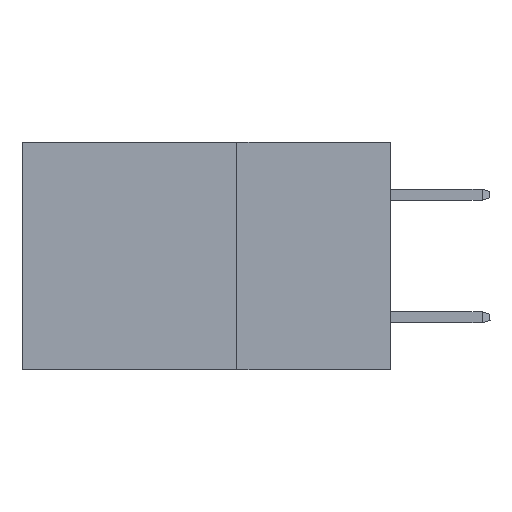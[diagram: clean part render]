
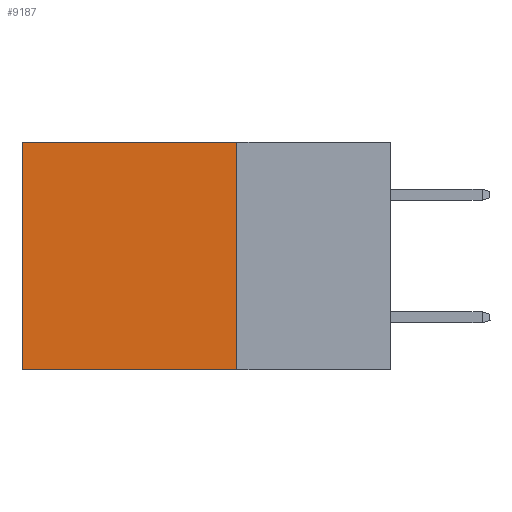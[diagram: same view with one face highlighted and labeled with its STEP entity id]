
A CAD part, left-side view. The second image highlights one B-rep face of the part: STEP entity #9187.
In plain terms, the highlighted planar face has unit normal (-1, 0, 0).
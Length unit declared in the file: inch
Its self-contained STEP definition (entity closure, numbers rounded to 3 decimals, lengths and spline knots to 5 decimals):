
#165 = CARTESIAN_POINT ( 'NONE',  ( 0.2875, 0.25, -0.37 ) ) ;
#1568 = LINE ( 'NONE', #4607, #5006 ) ;
#1599 = CARTESIAN_POINT ( 'NONE',  ( 0.2875, 0.25, 0. ) ) ;
#2786 = CARTESIAN_POINT ( 'NONE',  ( 0.2875, 0.6, 0. ) ) ;
#3924 = EDGE_LOOP ( 'NONE', ( #35634, #24058, #29818, #27755 ) ) ;
#4607 = CARTESIAN_POINT ( 'NONE',  ( 0.2875, 0.25, -0.37 ) ) ;
#5006 = VECTOR ( 'NONE', #19995, 39.37008 ) ;
#5612 = PLANE ( 'NONE',  #30698 ) ;
#6195 = EDGE_CURVE ( 'NONE', #29594, #11158, #22644, .T. ) ;
#8062 = CARTESIAN_POINT ( 'NONE',  ( 0.2875, 0.25, 0. ) ) ;
#8865 = CARTESIAN_POINT ( 'NONE',  ( 0.2875, 0.25, 0. ) ) ;
#9187 = ADVANCED_FACE ( 'NONE', ( #15324 ), #5612, .F. ) ;
#11158 = VERTEX_POINT ( 'NONE', #13375 ) ;
#11229 = VECTOR ( 'NONE', #30357, 39.37008 ) ;
#13375 = CARTESIAN_POINT ( 'NONE',  ( 0.2875, 0.6, 0. ) ) ;
#14753 = LINE ( 'NONE', #8865, #11229 ) ;
#15131 = DIRECTION ( 'NONE',  ( 0., 0., -1. ) ) ;
#15324 = FACE_OUTER_BOUND ( 'NONE', #3924, .T. ) ;
#17967 = DIRECTION ( 'NONE',  ( 0., 0., -1. ) ) ;
#19285 = EDGE_CURVE ( 'NONE', #27007, #31831, #1568, .T. ) ;
#19995 = DIRECTION ( 'NONE',  ( 0., 1., 0. ) ) ;
#21204 = DIRECTION ( 'NONE',  ( 1., 0., 0. ) ) ;
#22644 = LINE ( 'NONE', #1599, #39508 ) ;
#24058 = ORIENTED_EDGE ( 'NONE', *, *, #19285, .F. ) ;
#25661 = EDGE_CURVE ( 'NONE', #29594, #27007, #14753, .T. ) ;
#26292 = DIRECTION ( 'NONE',  ( 0., 1., 0. ) ) ;
#27007 = VERTEX_POINT ( 'NONE', #165 ) ;
#27582 = VECTOR ( 'NONE', #15131, 39.37008 ) ;
#27755 = ORIENTED_EDGE ( 'NONE', *, *, #6195, .T. ) ;
#29439 = CARTESIAN_POINT ( 'NONE',  ( 0.2875, 0.6, -0.37 ) ) ;
#29594 = VERTEX_POINT ( 'NONE', #8062 ) ;
#29818 = ORIENTED_EDGE ( 'NONE', *, *, #25661, .F. ) ;
#30357 = DIRECTION ( 'NONE',  ( 0., 0., -1. ) ) ;
#30536 = LINE ( 'NONE', #2786, #27582 ) ;
#30698 = AXIS2_PLACEMENT_3D ( 'NONE', #31115, #21204, #17967 ) ;
#31059 = EDGE_CURVE ( 'NONE', #11158, #31831, #30536, .T. ) ;
#31115 = CARTESIAN_POINT ( 'NONE',  ( 0.2875, 0.25, 0. ) ) ;
#31831 = VERTEX_POINT ( 'NONE', #29439 ) ;
#35634 = ORIENTED_EDGE ( 'NONE', *, *, #31059, .T. ) ;
#39508 = VECTOR ( 'NONE', #26292, 39.37008 ) ;
